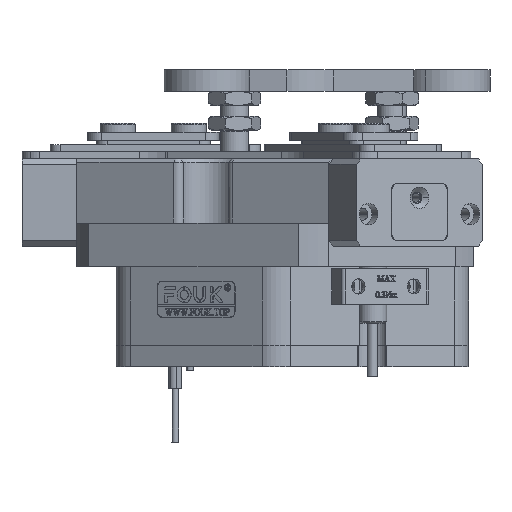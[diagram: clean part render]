
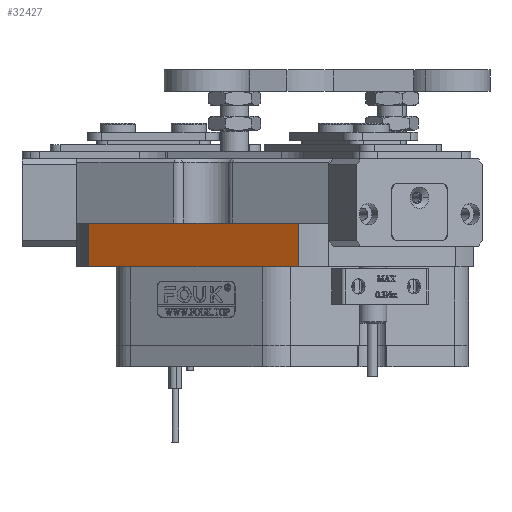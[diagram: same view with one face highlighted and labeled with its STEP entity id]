
A CAD part, front view. The second image highlights one B-rep face of the part: STEP entity #32427.
In plain terms, the highlighted planar face has unit normal (-0.5, -0.866, 0).
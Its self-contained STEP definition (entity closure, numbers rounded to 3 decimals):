
#2267 = CARTESIAN_POINT ( 'NONE',  ( -105., 0., 34.3 ) ) ;
#3828 = CARTESIAN_POINT ( 'NONE',  ( -55.618, -28.511, 34.3 ) ) ;
#5825 = VECTOR ( 'NONE', #21298, 1000. ) ;
#5951 = CARTESIAN_POINT ( 'NONE',  ( -105., 0., 0. ) ) ;
#7321 = VERTEX_POINT ( 'NONE', #33449 ) ;
#9136 = DIRECTION ( 'NONE',  ( 0.866, -0.5, 0. ) ) ;
#10403 = VERTEX_POINT ( 'NONE', #3828 ) ;
#15985 = ORIENTED_EDGE ( 'NONE', *, *, #52082, .T. ) ;
#18536 = DIRECTION ( 'NONE',  ( -0.866, 0.5, 0. ) ) ;
#19567 = FACE_OUTER_BOUND ( 'NONE', #68967, .T. ) ;
#20218 = LINE ( 'NONE', #59523, #5825 ) ;
#21298 = DIRECTION ( 'NONE',  ( 0., 0., 1. ) ) ;
#21371 = PLANE ( 'NONE',  #22419 ) ;
#22419 = AXIS2_PLACEMENT_3D ( 'NONE', #5951, #59126, #54417 ) ;
#23541 = ORIENTED_EDGE ( 'NONE', *, *, #50195, .T. ) ;
#24123 = ORIENTED_EDGE ( 'NONE', *, *, #63163, .T. ) ;
#26349 = EDGE_CURVE ( 'NONE', #68626, #7321, #20218, .T. ) ;
#29369 = VERTEX_POINT ( 'NONE', #64623 ) ;
#29638 = CARTESIAN_POINT ( 'NONE',  ( 3.118, -62.422, 22. ) ) ;
#32427 = ADVANCED_FACE ( 'NONE', ( #19567 ), #21371, .T. ) ;
#33248 = LINE ( 'NONE', #49181, #48429 ) ;
#33449 = CARTESIAN_POINT ( 'NONE',  ( 3.118, -62.422, 34.3 ) ) ;
#37861 = DIRECTION ( 'NONE',  ( 0., 0., -1. ) ) ;
#39439 = VECTOR ( 'NONE', #9136, 1000. ) ;
#44115 = CARTESIAN_POINT ( 'NONE',  ( -105., 0., 22. ) ) ;
#45716 = VECTOR ( 'NONE', #18536, 1000. ) ;
#48429 = VECTOR ( 'NONE', #37861, 1000. ) ;
#49181 = CARTESIAN_POINT ( 'NONE',  ( -55.618, -28.511, 52.3 ) ) ;
#50195 = EDGE_CURVE ( 'NONE', #10403, #29369, #33248, .T. ) ;
#52082 = EDGE_CURVE ( 'NONE', #7321, #10403, #60051, .T. ) ;
#54417 = DIRECTION ( 'NONE',  ( 0.866, -0.5, 0. ) ) ;
#59126 = DIRECTION ( 'NONE',  ( -0.5, -0.866, 0. ) ) ;
#59523 = CARTESIAN_POINT ( 'NONE',  ( 3.118, -62.422, 52.3 ) ) ;
#60051 = LINE ( 'NONE', #2267, #45716 ) ;
#63163 = EDGE_CURVE ( 'NONE', #29369, #68626, #68134, .T. ) ;
#64623 = CARTESIAN_POINT ( 'NONE',  ( -55.618, -28.511, 22. ) ) ;
#65989 = ORIENTED_EDGE ( 'NONE', *, *, #26349, .T. ) ;
#68134 = LINE ( 'NONE', #44115, #39439 ) ;
#68626 = VERTEX_POINT ( 'NONE', #29638 ) ;
#68967 = EDGE_LOOP ( 'NONE', ( #23541, #24123, #65989, #15985 ) ) ;
